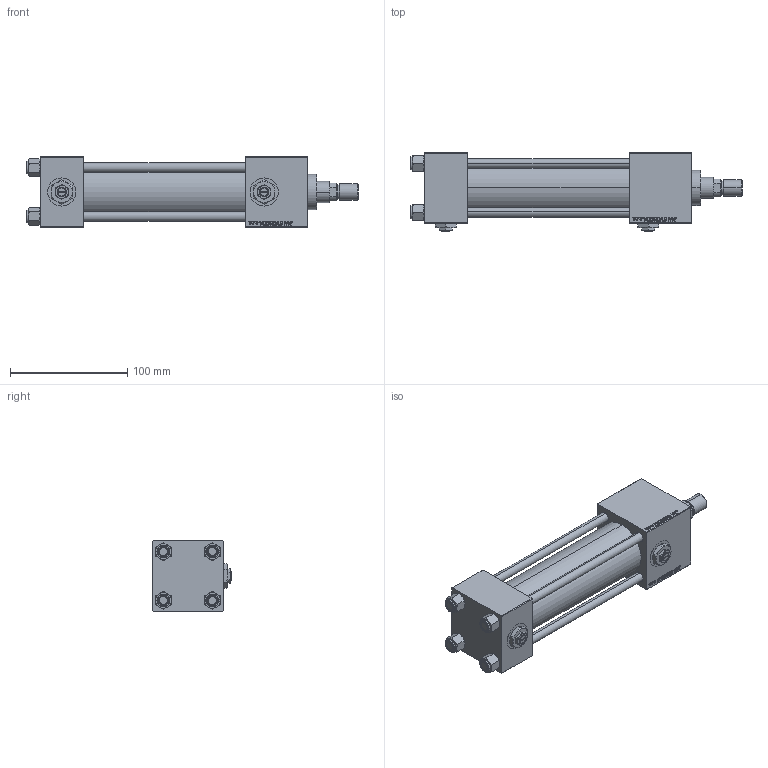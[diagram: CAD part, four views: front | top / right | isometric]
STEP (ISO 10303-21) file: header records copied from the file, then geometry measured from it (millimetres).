
FILE_DESCRIPTION (( 'STEP AP203' ), '1' );
FILE_NAME ('d8b8.STEP', '2022-04-16T06:42:13', ( '' ), ( '' ), 'SwSTEP 2.0', 'SolidWorks 2019', '' );
FILE_SCHEMA (( 'CONFIG_CONTROL_DESIGN' ));
Length unit declared in the file: millimetre
Products named in the file (8): Zatka_pro_OIL_PORT 21afd1d6a255821647e5dd2d711b47db; V215CR_C_TYCINKA 21afd1d6a255821647e5dd2d711b47db; d8b8; V215CR_C_Body 21afd1d6a255821647e5dd2d711b47db; ROD_END_AH 21afd1d6a255821647e5dd2d711b47db; NUT_M5_C 21afd1d6a255821647e5dd2d711b47db; V215_VC_A 21afd1d6a255821647e5dd2d711b47db; V215CR_VCP_C 21afd1d6a255821647e5dd2d711b47db
Assembly tree (14 placements, depth 2):
  d8b8
    V215CR_C_Body 21afd1d6a255821647e5dd2d711b47db
    V215CR_VCP_C 21afd1d6a255821647e5dd2d711b47db
    NUT_M5_C 21afd1d6a255821647e5dd2d711b47db  x4
    V215CR_C_TYCINKA 21afd1d6a255821647e5dd2d711b47db  x4
    V215_VC_A 21afd1d6a255821647e5dd2d711b47db
    ROD_END_AH 21afd1d6a255821647e5dd2d711b47db
    Zatka_pro_OIL_PORT 21afd1d6a255821647e5dd2d711b47db  x2
Bounding box: 283 x 67 x 60 mm (x, y, z)
Volume: 470328 mm3; surface area: 143720.4 mm2
Topology: 14 solids, 14 shells, 1270 faces, 3148 edges, 2031 vertices
Faces by surface type: plane 580, bspline 392, cone 182, cylinder 106, torus 10
Entity records: 52912 total; most frequent: CARTESIAN_POINT 27825, ORIENTED_EDGE 5596, DIRECTION 3668, EDGE_CURVE 2798, VERTEX_POINT 1829, VECTOR 1652, LINE 1652, EDGE_LOOP 1247
